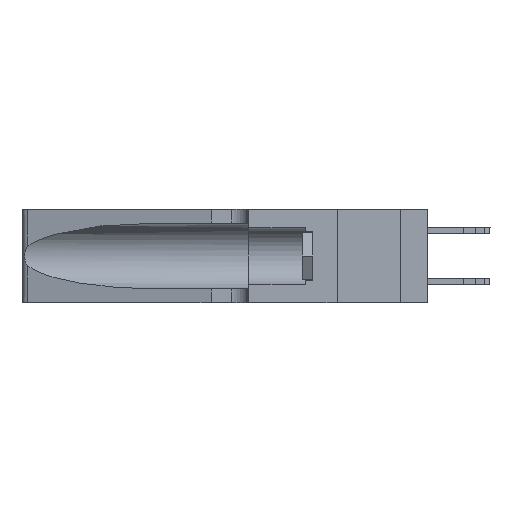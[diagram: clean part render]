
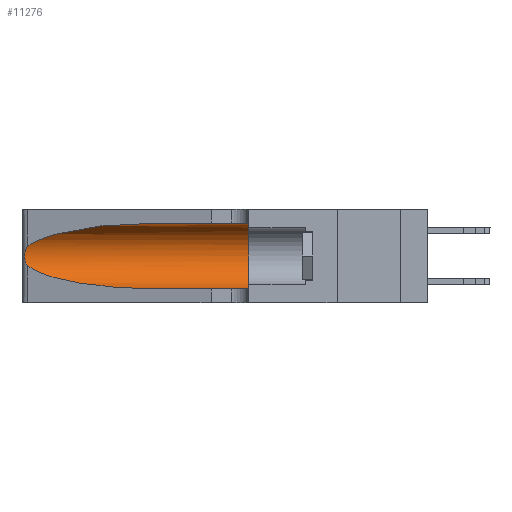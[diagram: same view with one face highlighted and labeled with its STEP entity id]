
A CAD part, left-side view. The second image highlights one B-rep face of the part: STEP entity #11276.
In plain terms, the highlighted cylindrical face has radius 3.308 mm (diameter 6.617 mm), a partial arc.
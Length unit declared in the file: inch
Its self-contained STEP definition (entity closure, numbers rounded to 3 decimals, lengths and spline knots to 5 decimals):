
#70 = CARTESIAN_POINT ( 'NONE',  ( 0.26075, 1.23896, 0.178 ) ) ;
#152 = CARTESIAN_POINT ( 'NONE',  ( 0.26017, 1.23833, 0.17102 ) ) ;
#363 = CARTESIAN_POINT ( 'NONE',  ( 0.25487, 1.22718, 0.14631 ) ) ;
#503 = EDGE_CURVE ( 'NONE', #20829, #17212, #7517, .T. ) ;
#733 =( BOUNDED_CURVE ( )  B_SPLINE_CURVE ( 3, ( #15979, #10735, #17959, #21598 ),
 .UNSPECIFIED., .F., .F. ) 
 B_SPLINE_CURVE_WITH_KNOTS ( ( 4, 4 ),
 ( 1.5708, 2.84003 ),
 .UNSPECIFIED. ) 
 CURVE ( )  GEOMETRIC_REPRESENTATION_ITEM ( )  RATIONAL_B_SPLINE_CURVE ( ( 1., 0.87, 0.87, 1. ) ) 
 REPRESENTATION_ITEM ( '' )  );
#1704 = CARTESIAN_POINT ( 'NONE',  ( 0.25787, 1.23484, 0.2124 ) ) ;
#1959 = CARTESIAN_POINT ( 'NONE',  ( 0.25487, 1.22718, 0.14631 ) ) ;
#2031 = VECTOR ( 'NONE', #5946, 39.37008 ) ;
#2154 = ORIENTED_EDGE ( 'NONE', *, *, #5632, .F. ) ;
#2951 = CARTESIAN_POINT ( 'NONE',  ( 0.2373, 1.15595, 0.08982 ) ) ;
#2961 = ORIENTED_EDGE ( 'NONE', *, *, #503, .T. ) ;
#3226 = DIRECTION ( 'NONE',  ( 0., -1., 0. ) ) ;
#3570 = CARTESIAN_POINT ( 'NONE',  ( 0.25856, 1.23593, 0.16098 ) ) ;
#3743 = CARTESIAN_POINT ( 'NONE',  ( 0.25555, 1.22993, 0.14849 ) ) ;
#3745 = CARTESIAN_POINT ( 'NONE',  ( 0.1305, 1.61858, 0.05475 ) ) ;
#3936 = CIRCLE ( 'NONE', #9349, 0.13025 ) ;
#3962 = CARTESIAN_POINT ( 'NONE',  ( 0.1305, 0.35, 0.185 ) ) ;
#4418 = CYLINDRICAL_SURFACE ( 'NONE', #12289, 0.13025 ) ;
#4850 = ORIENTED_EDGE ( 'NONE', *, *, #5370, .T. ) ;
#5370 = EDGE_CURVE ( 'NONE', #7857, #20829, #733, .T. ) ;
#5632 = EDGE_CURVE ( 'NONE', #7857, #11660, #22616, .T. ) ;
#5697 = CARTESIAN_POINT ( 'NONE',  ( 0.25639, 1.23184, 0.21858 ) ) ;
#5946 = DIRECTION ( 'NONE',  ( 0., -1., 0. ) ) ;
#6205 = FACE_OUTER_BOUND ( 'NONE', #14147, .T. ) ;
#6374 = EDGE_CURVE ( 'NONE', #11660, #20302, #3936, .T. ) ;
#6718 = CARTESIAN_POINT ( 'NONE',  ( 0.25487, 1.22718, 0.14631 ) ) ;
#7402 = CARTESIAN_POINT ( 'NONE',  ( 0.26075, 1.23896, 0.19203 ) ) ;
#7517 = B_SPLINE_CURVE_WITH_KNOTS ( 'NONE', 3,
 ( #14800, #16864, #5697, #1704, #13001, #12920, #7402, #70, #152, #3570, #16612, #13164, #3743, #1959 ),
 .UNSPECIFIED., .F., .F.,
 ( 4, 2, 2, 2, 2, 2, 4 ),
 ( 0., 0.00027, 0.00053, 0.00107, 0.0016, 0.00187, 0.00214 ),
 .UNSPECIFIED. ) ;
#7857 = VERTEX_POINT ( 'NONE', #23477 ) ;
#8704 = LINE ( 'NONE', #3745, #2031 ) ;
#9349 = AXIS2_PLACEMENT_3D ( 'NONE', #3962, #17010, #18888 ) ;
#9573 = DIRECTION ( 'NONE',  ( 0., -1., 0. ) ) ;
#9976 = CARTESIAN_POINT ( 'NONE',  ( 0.1305, 0.72297, 0.05475 ) ) ;
#10706 = DIRECTION ( 'NONE',  ( 0., 0., -1. ) ) ;
#10717 = ORIENTED_EDGE ( 'NONE', *, *, #12824, .T. ) ;
#10735 = CARTESIAN_POINT ( 'NONE',  ( 0.18966, 0.96281, 0.31525 ) ) ;
#11276 = ADVANCED_FACE ( 'NONE', ( #6205 ), #4418, .F. ) ;
#11660 = VERTEX_POINT ( 'NONE', #11840 ) ;
#11840 = CARTESIAN_POINT ( 'NONE',  ( 0.1305, 0.35, 0.31525 ) ) ;
#12289 = AXIS2_PLACEMENT_3D ( 'NONE', #21815, #3226, #10706 ) ;
#12824 = EDGE_CURVE ( 'NONE', #12897, #20302, #8704, .T. ) ;
#12897 = VERTEX_POINT ( 'NONE', #9976 ) ;
#12920 = CARTESIAN_POINT ( 'NONE',  ( 0.26018, 1.23835, 0.19895 ) ) ;
#13001 = CARTESIAN_POINT ( 'NONE',  ( 0.25854, 1.2359, 0.20912 ) ) ;
#13164 = CARTESIAN_POINT ( 'NONE',  ( 0.25639, 1.23186, 0.15144 ) ) ;
#13172 = CARTESIAN_POINT ( 'NONE',  ( 0.1305, 1.61858, 0.31525 ) ) ;
#14147 = EDGE_LOOP ( 'NONE', ( #4850, #2961, #21151, #10717, #17620, #2154 ) ) ;
#14800 = CARTESIAN_POINT ( 'NONE',  ( 0.25487, 1.22718, 0.22369 ) ) ;
#15979 = CARTESIAN_POINT ( 'NONE',  ( 0.1305, 0.72297, 0.31525 ) ) ;
#15988 = CARTESIAN_POINT ( 'NONE',  ( 0.1305, 0.72297, 0.05475 ) ) ;
#16063 = CARTESIAN_POINT ( 'NONE',  ( 0.18966, 0.96281, 0.05475 ) ) ;
#16097 =( BOUNDED_CURVE ( )  B_SPLINE_CURVE ( 3, ( #6718, #2951, #16063, #15988 ),
 .UNSPECIFIED., .F., .F. ) 
 B_SPLINE_CURVE_WITH_KNOTS ( ( 4, 4 ),
 ( 3.44316, 4.71239 ),
 .UNSPECIFIED. ) 
 CURVE ( )  GEOMETRIC_REPRESENTATION_ITEM ( )  RATIONAL_B_SPLINE_CURVE ( ( 1., 0.87, 0.87, 1. ) ) 
 REPRESENTATION_ITEM ( '' )  );
#16612 = CARTESIAN_POINT ( 'NONE',  ( 0.25789, 1.23486, 0.15765 ) ) ;
#16864 = CARTESIAN_POINT ( 'NONE',  ( 0.25555, 1.22994, 0.2215 ) ) ;
#17010 = DIRECTION ( 'NONE',  ( 0., 1., 0. ) ) ;
#17212 = VERTEX_POINT ( 'NONE', #363 ) ;
#17620 = ORIENTED_EDGE ( 'NONE', *, *, #6374, .F. ) ;
#17959 = CARTESIAN_POINT ( 'NONE',  ( 0.2373, 1.15595, 0.28018 ) ) ;
#18522 = CARTESIAN_POINT ( 'NONE',  ( 0.1305, 0.35, 0.05475 ) ) ;
#18888 = DIRECTION ( 'NONE',  ( 0., 0., 1. ) ) ;
#19483 = EDGE_CURVE ( 'NONE', #17212, #12897, #16097, .T. ) ;
#20302 = VERTEX_POINT ( 'NONE', #18522 ) ;
#20511 = CARTESIAN_POINT ( 'NONE',  ( 0.25487, 1.22718, 0.22369 ) ) ;
#20829 = VERTEX_POINT ( 'NONE', #20511 ) ;
#21151 = ORIENTED_EDGE ( 'NONE', *, *, #19483, .T. ) ;
#21598 = CARTESIAN_POINT ( 'NONE',  ( 0.25487, 1.22718, 0.22369 ) ) ;
#21815 = CARTESIAN_POINT ( 'NONE',  ( 0.1305, 1.61858, 0.185 ) ) ;
#22616 = LINE ( 'NONE', #13172, #23498 ) ;
#23477 = CARTESIAN_POINT ( 'NONE',  ( 0.1305, 0.72297, 0.31525 ) ) ;
#23498 = VECTOR ( 'NONE', #9573, 39.37008 ) ;
